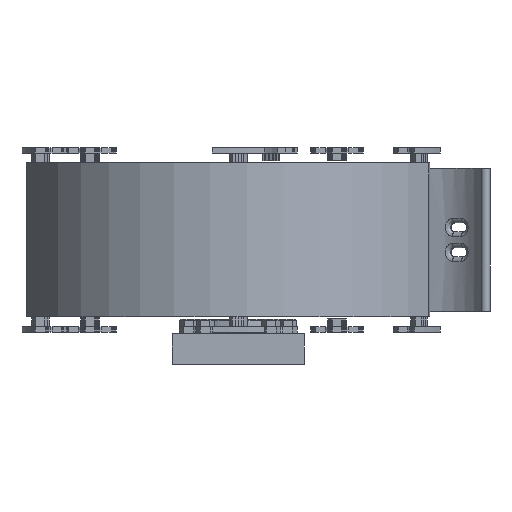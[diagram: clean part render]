
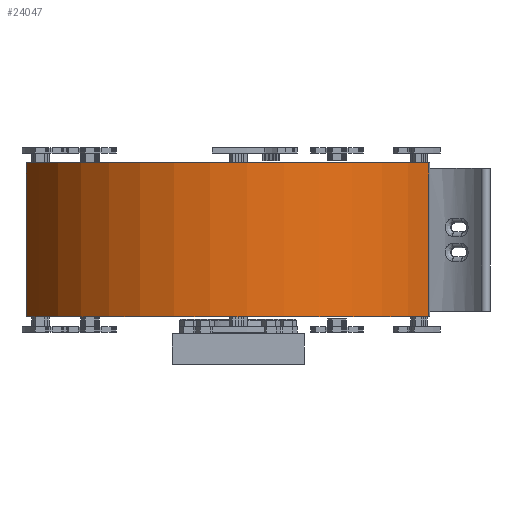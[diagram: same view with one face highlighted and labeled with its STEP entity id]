
A CAD part, left-side view. The second image highlights one B-rep face of the part: STEP entity #24047.
In plain terms, the highlighted cylindrical face has radius 100 mm (diameter 200 mm), a partial arc.
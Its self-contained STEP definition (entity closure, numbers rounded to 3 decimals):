
#296=CYLINDRICAL_SURFACE('',#25728,100.);
#3351=LINE('',#41370,#6254);
#3352=LINE('',#41372,#6255);
#6254=VECTOR('',#31805,10.);
#6255=VECTOR('',#31808,10.);
#7618=FACE_OUTER_BOUND('',#8983,.T.);
#8983=EDGE_LOOP('',(#21765,#21766,#21767,#21768));
#9310=CIRCLE('',#25674,100.);
#9327=CIRCLE('',#25694,100.);
#11544=VERTEX_POINT('',#41267);
#11545=VERTEX_POINT('',#41269);
#11560=VERTEX_POINT('',#41305);
#11561=VERTEX_POINT('',#41307);
#14925=EDGE_CURVE('',#11544,#11545,#9310,.T.);
#14944=EDGE_CURVE('',#11560,#11561,#9327,.T.);
#14973=EDGE_CURVE('',#11544,#11561,#3351,.T.);
#14974=EDGE_CURVE('',#11545,#11560,#3352,.T.);
#21765=ORIENTED_EDGE('',*,*,#14925,.F.);
#21766=ORIENTED_EDGE('',*,*,#14973,.T.);
#21767=ORIENTED_EDGE('',*,*,#14944,.F.);
#21768=ORIENTED_EDGE('',*,*,#14974,.F.);
#24047=ADVANCED_FACE('',(#7618),#296,.T.);
#25674=AXIS2_PLACEMENT_3D('',#41270,#31679,#31680);
#25694=AXIS2_PLACEMENT_3D('',#41308,#31721,#31722);
#25728=AXIS2_PLACEMENT_3D('',#41371,#31806,#31807);
#31679=DIRECTION('center_axis',(0.,0.,
1.));
#31680=DIRECTION('ref_axis',(-0.267,0.964,0.));
#31721=DIRECTION('center_axis',(0.,0.,
-1.));
#31722=DIRECTION('ref_axis',(-0.267,0.964,0.));
#31805=DIRECTION('',(0.,0.,-1.));
#31806=DIRECTION('center_axis',(0.,0.,-1.));
#31807=DIRECTION('ref_axis',(-0.267,0.964,0.));
#31808=DIRECTION('',(0.,0.,-1.));
#41267=CARTESIAN_POINT('',(-26.671,96.378,-1.));
#41269=CARTESIAN_POINT('',(-50.,-86.603,-1.));
#41270=CARTESIAN_POINT('Origin',(0.,0.,-1.));
#41305=CARTESIAN_POINT('',(-50.,-86.603,-71.));
#41307=CARTESIAN_POINT('',(-26.671,96.378,-71.));
#41308=CARTESIAN_POINT('Origin',(0.,0.,-71.));
#41370=CARTESIAN_POINT('',(-26.671,96.378,-1.));
#41371=CARTESIAN_POINT('Origin',(0.,0.,-1.));
#41372=CARTESIAN_POINT('',(-50.,-86.603,-1.));
